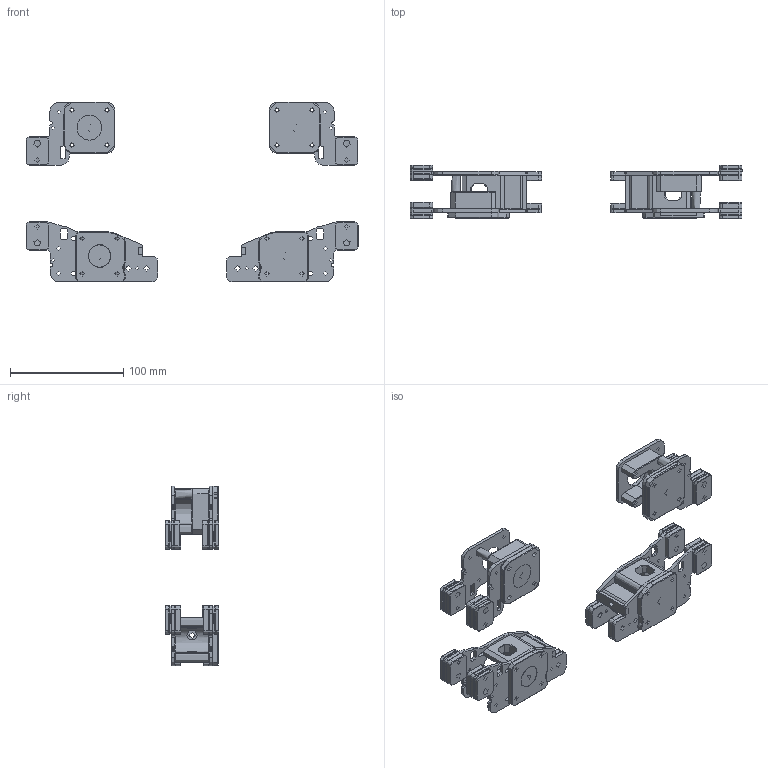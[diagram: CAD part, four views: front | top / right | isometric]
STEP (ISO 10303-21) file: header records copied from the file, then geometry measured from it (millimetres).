
FILE_DESCRIPTION(/* description */ (''),/* implementation_level */ '2;1');
FILE_NAME(/* name */ 'CAD.step',/* time_stamp */ '2024-02-27T00:37:36-06:00',/* author */ (''),/* organization */ (''),/* preprocessor_version */ 'ST-DEVELOPER v20',/* originating_system */ 'Autodesk Translation Framework v12.20.1.177',/* authorisation */ '');
FILE_SCHEMA (('AUTOMOTIVE_DESIGN { 1 0 10303 214 3 1 1 }'));
Length unit declared in the file: millimetre
Products named in the file (18): CNC-Gantry; Rear Left; Rear-Left-Shaft-Support; Rear Right; Rear-Plate; 10mm-Tensioner; Rear-Motor-Spacer; Rear-Right-Shaft-Support; Rear-Extrusion-Spacer; Front Left; Front-Left-Shaft-Support; Front Right; Front-Plate; Side-Extrusion-Spacer; Z-Belt-Grip; Z-Belt-Clamp; Front-Right-Shaft-Support; Front-Motor-Spacer
Assembly tree (50 placements, depth 3):
  CNC-Gantry
    Rear Left
      Rear-Plate  x2
      10mm-Tensioner
      Rear-Extrusion-Spacer  x2
      Side-Extrusion-Spacer  x2
      Z-Belt-Grip  x2
      Z-Belt-Clamp  x2
      Rear-Motor-Spacer
      Rear-Left-Shaft-Support
    Rear Right
      Rear-Plate  x2
      10mm-Tensioner
      Rear-Motor-Spacer
      Side-Extrusion-Spacer  x2
      Rear-Right-Shaft-Support
      Z-Belt-Grip  x2
      Z-Belt-Clamp  x2
      Rear-Extrusion-Spacer  x2
    Front Left
      Front-Plate  x2
      Side-Extrusion-Spacer  x2
      Z-Belt-Grip  x2
      Z-Belt-Clamp  x2
      Front-Left-Shaft-Support
      Front-Motor-Spacer
    Front Right
      Front-Plate  x2
      Side-Extrusion-Spacer  x2
      Z-Belt-Grip  x2
      Z-Belt-Clamp  x2
      Front-Right-Shaft-Support
      Front-Motor-Spacer
Bounding box: 292.89 x 47.2 x 158.55 mm (x, y, z)
Volume: 247447.2 mm3; surface area: 158815.4 mm2
Topology: 46 solids, 46 shells, 2596 faces, 6560 edges, 4126 vertices
Faces by surface type: plane 1442, cylinder 555, cone 512, bspline 83, torus 4
Full cylindrical faces by diameter (mm): 2.6 x16, 3.05 x36, 3.2 x24, 3.4 x24, 3.5 x12, 5.1 x26, 5.3 x2, 5.4 x32, 5.5 x4, 8 x6, 13.2 x4, 15.2 x4, 20 x4, 22.25 x4
Entity records: 28908 total; most frequent: CARTESIAN_POINT 8410, ORIENTED_EDGE 4190, DIRECTION 3970, EDGE_CURVE 2095, AXIS2_PLACEMENT_3D 1362, VERTEX_POINT 1310, LINE 1246, VECTOR 1246
